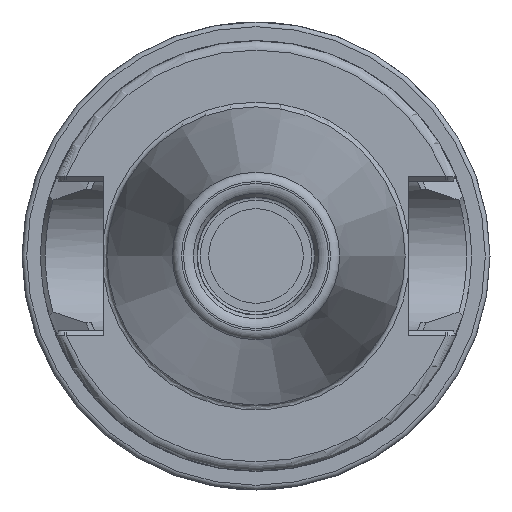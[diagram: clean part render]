
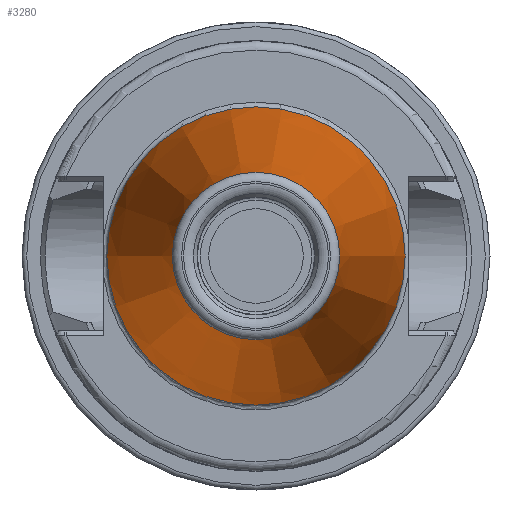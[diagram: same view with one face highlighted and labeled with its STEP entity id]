
A CAD part, left-side view. The second image highlights one B-rep face of the part: STEP entity #3280.
In plain terms, the highlighted conical face has half-angle 8.297 degrees and reference radius 12.437 mm.
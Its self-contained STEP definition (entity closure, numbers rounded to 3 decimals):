
#256=CIRCLE('',#3610,8.941);
#257=CIRCLE('',#3611,8.941);
#258=CIRCLE('',#3612,8.941);
#260=CIRCLE('',#3615,15.933);
#261=CIRCLE('',#3616,15.933);
#321=CONICAL_SURFACE('',#3614,12.437,0.145);
#417=FACE_OUTER_BOUND('',#622,.T.);
#622=EDGE_LOOP('',(#2609,#2610,#2611,#2612,#2613,#2614,#2615));
#852=LINE('',#5905,#1118);
#1118=VECTOR('',#4283,12.437);
#1474=VERTEX_POINT('',#5893);
#1475=VERTEX_POINT('',#5894);
#1476=VERTEX_POINT('',#5896);
#1477=VERTEX_POINT('',#5901);
#1478=VERTEX_POINT('',#5902);
#1872=EDGE_CURVE('',#1474,#1475,#256,.T.);
#1873=EDGE_CURVE('',#1476,#1474,#257,.T.);
#1874=EDGE_CURVE('',#1475,#1476,#258,.T.);
#1876=EDGE_CURVE('',#1477,#1478,#260,.T.);
#1877=EDGE_CURVE('',#1478,#1477,#261,.T.);
#1878=EDGE_CURVE('',#1478,#1476,#852,.T.);
#2609=ORIENTED_EDGE('',*,*,#1876,.F.);
#2610=ORIENTED_EDGE('',*,*,#1877,.F.);
#2611=ORIENTED_EDGE('',*,*,#1878,.T.);
#2612=ORIENTED_EDGE('',*,*,#1873,.T.);
#2613=ORIENTED_EDGE('',*,*,#1872,.T.);
#2614=ORIENTED_EDGE('',*,*,#1874,.T.);
#2615=ORIENTED_EDGE('',*,*,#1878,.F.);
#3280=ADVANCED_FACE('',(#417),#321,.T.);
#3610=AXIS2_PLACEMENT_3D('',#5895,#4269,#4270);
#3611=AXIS2_PLACEMENT_3D('',#5897,#4271,#4272);
#3612=AXIS2_PLACEMENT_3D('',#5898,#4273,#4274);
#3614=AXIS2_PLACEMENT_3D('',#5900,#4277,#4278);
#3615=AXIS2_PLACEMENT_3D('',#5903,#4279,#4280);
#3616=AXIS2_PLACEMENT_3D('',#5904,#4281,#4282);
#4269=DIRECTION('center_axis',(1.,0.,0.));
#4270=DIRECTION('ref_axis',(0.,0.,-1.));
#4271=DIRECTION('center_axis',(1.,0.,0.));
#4272=DIRECTION('ref_axis',(0.,0.,-1.));
#4273=DIRECTION('center_axis',(1.,0.,0.));
#4274=DIRECTION('ref_axis',(0.,0.,-1.));
#4277=DIRECTION('center_axis',(1.,0.,0.));
#4278=DIRECTION('ref_axis',(0.,1.,0.));
#4279=DIRECTION('center_axis',(1.,0.,0.));
#4280=DIRECTION('ref_axis',(0.,0.,-1.));
#4281=DIRECTION('center_axis',(1.,0.,0.));
#4282=DIRECTION('ref_axis',(0.,0.,-1.));
#4283=DIRECTION('',(-0.99,0.144,0.));
#5893=CARTESIAN_POINT('',(-47.944,8.941,0.));
#5894=CARTESIAN_POINT('',(-47.944,0.,8.941));
#5895=CARTESIAN_POINT('Origin',(-47.944,0.,
0.));
#5896=CARTESIAN_POINT('',(-47.944,-8.941,0.));
#5897=CARTESIAN_POINT('Origin',(-47.944,0.,
0.));
#5898=CARTESIAN_POINT('Origin',(-47.944,0.,
0.));
#5900=CARTESIAN_POINT('Origin',(-23.972,0.,
0.));
#5901=CARTESIAN_POINT('',(0.,15.933,0.));
#5902=CARTESIAN_POINT('',(0.,-15.933,0.));
#5903=CARTESIAN_POINT('Origin',(0.,0.,
0.));
#5904=CARTESIAN_POINT('Origin',(0.,0.,
0.));
#5905=CARTESIAN_POINT('',(-23.972,-12.437,0.));
